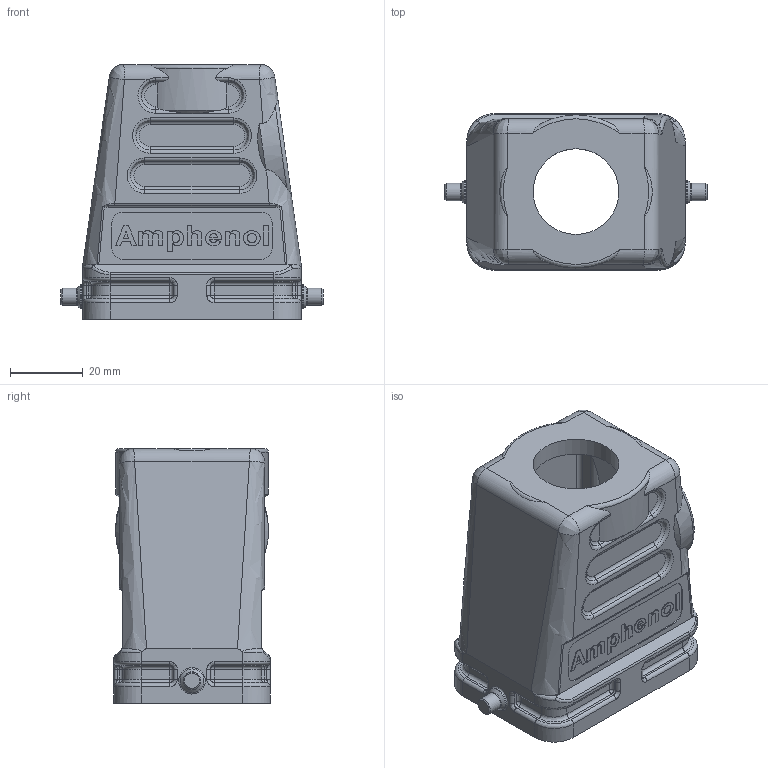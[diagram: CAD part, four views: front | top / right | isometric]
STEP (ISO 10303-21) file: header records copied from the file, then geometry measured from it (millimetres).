
FILE_DESCRIPTION(/* description */ (''),/* implementation_level */ '2;1');
FILE_NAME(/* name */ 'c146 11r006 656 8nxm001-06.stp',/* time_stamp */ '2018-03-12T13:45:41+01:00',/* author */ (''),/* organization */ (''),/* preprocessor_version */ 'ST-DEVELOPER v16',/* originating_system */ 'SIEMENS PLM Software NX 11.0',/* authorisation */ '');
FILE_SCHEMA (('AP203_CONFIGURATION_CONTROLLED_3D_DESIGN_OF_MECHANICAL_PARTS_AND_ASSEMBLIES_MIM_LF { 1 0 10303 403 2 1 2}'));
Length unit declared in the file: millimetre
Products named in the file (1): c146 11r006 656 8nxm001-06
Bounding box: 72 x 43 x 70 mm (x, y, z)
Volume: 40592.9 mm3; surface area: 27905.3 mm2
Topology: 1 solids, 5 shells, 563 faces, 1394 edges, 844 vertices
Faces by surface type: plane 182, cylinder 173, bspline 105, extrusion 58, cone 28, sphere 16, torus 1
Full cylindrical faces by diameter (mm): 2.5 x4, 4.8 x2, 6.5 x2, 23.539 x1
Entity records: 24836 total; most frequent: CARTESIAN_POINT 8676, ORIENTED_EDGE 2658, DIRECTION 2298, EDGE_CURVE 1329, VERTEX_POINT 836, AXIS2_PLACEMENT_3D 800, VECTOR 698, LINE 640
